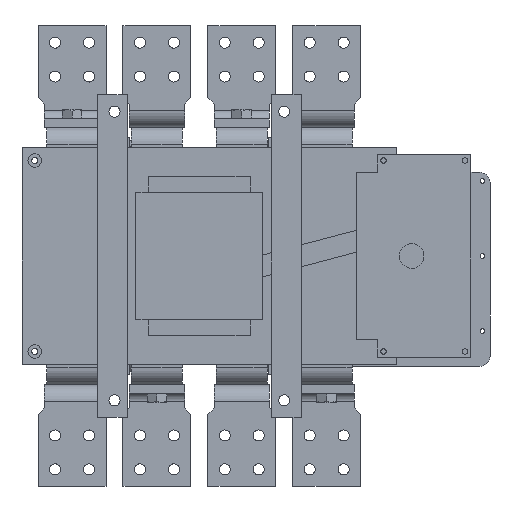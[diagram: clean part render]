
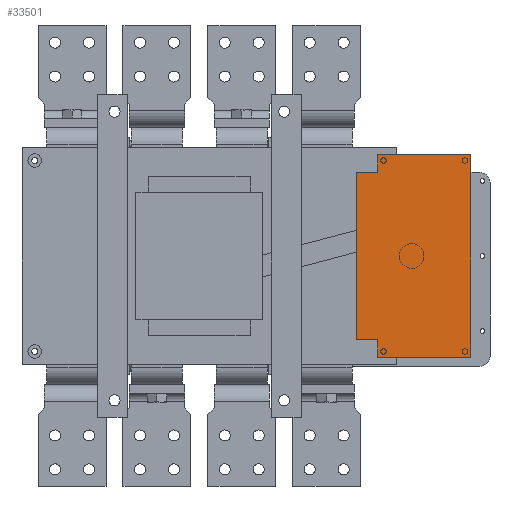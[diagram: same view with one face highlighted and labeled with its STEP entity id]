
A CAD part, front view. The second image highlights one B-rep face of the part: STEP entity #33501.
In plain terms, the highlighted planar face has unit normal (0, -1, 0).
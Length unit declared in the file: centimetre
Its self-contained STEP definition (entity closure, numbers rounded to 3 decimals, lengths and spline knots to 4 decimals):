
#5028=FACE_OUTER_BOUND('',#7593,.T.);
#7593=EDGE_LOOP('',(#29264,#29265,#29266,#29267,#29268,#29269,#29270,#29271));
#10372=LINE('',#54081,#13212);
#10376=LINE('',#54088,#13216);
#10379=LINE('',#54094,#13219);
#10382=LINE('',#54100,#13222);
#10385=LINE('',#54106,#13225);
#10388=LINE('',#54112,#13228);
#10391=LINE('',#54118,#13231);
#10393=LINE('',#54121,#13233);
#13212=VECTOR('',#44273,2.5);
#13216=VECTOR('',#44279,2.1);
#13219=VECTOR('',#44284,11.);
#13222=VECTOR('',#44289,23.9);
#13225=VECTOR('',#44294,11.);
#13228=VECTOR('',#44299,2.1);
#13231=VECTOR('',#44304,2.5);
#13233=VECTOR('',#44308,19.7);
#17409=VERTEX_POINT('',#54078);
#17410=VERTEX_POINT('',#54080);
#17412=VERTEX_POINT('',#54086);
#17414=VERTEX_POINT('',#54092);
#17416=VERTEX_POINT('',#54098);
#17418=VERTEX_POINT('',#54104);
#17420=VERTEX_POINT('',#54110);
#17422=VERTEX_POINT('',#54116);
#21476=EDGE_CURVE('',#17409,#17410,#10372,.T.);
#21480=EDGE_CURVE('',#17412,#17409,#10376,.T.);
#21483=EDGE_CURVE('',#17414,#17412,#10379,.T.);
#21486=EDGE_CURVE('',#17416,#17414,#10382,.T.);
#21489=EDGE_CURVE('',#17418,#17416,#10385,.T.);
#21492=EDGE_CURVE('',#17420,#17418,#10388,.T.);
#21495=EDGE_CURVE('',#17422,#17420,#10391,.T.);
#21497=EDGE_CURVE('',#17410,#17422,#10393,.T.);
#29264=ORIENTED_EDGE('',*,*,#21495,.F.);
#29265=ORIENTED_EDGE('',*,*,#21497,.F.);
#29266=ORIENTED_EDGE('',*,*,#21476,.F.);
#29267=ORIENTED_EDGE('',*,*,#21480,.F.);
#29268=ORIENTED_EDGE('',*,*,#21483,.F.);
#29269=ORIENTED_EDGE('',*,*,#21486,.F.);
#29270=ORIENTED_EDGE('',*,*,#21489,.F.);
#29271=ORIENTED_EDGE('',*,*,#21492,.F.);
#31737=PLANE('',#36354);
#33501=ADVANCED_FACE('',(#5028),#31737,.F.);
#36354=AXIS2_PLACEMENT_3D('',#54123,#44311,#44312);
#44273=DIRECTION('',(-1.,0.,0.));
#44279=DIRECTION('',(0.,0.,1.));
#44284=DIRECTION('',(-1.,0.,0.));
#44289=DIRECTION('',(0.,0.,-1.));
#44294=DIRECTION('',(1.,0.,0.));
#44299=DIRECTION('',(0.,0.,1.));
#44304=DIRECTION('',(1.,0.,0.));
#44308=DIRECTION('',(0.,0.,1.));
#44311=DIRECTION('center_axis',(0.,1.,0.));
#44312=DIRECTION('ref_axis',(0.,0.,1.));
#54078=CARTESIAN_POINT('',(41.9,-15.75,2.9));
#54080=CARTESIAN_POINT('',(39.4,-15.75,2.9));
#54081=CARTESIAN_POINT('',(41.9,-15.75,2.9));
#54086=CARTESIAN_POINT('',(41.9,-15.75,0.8));
#54088=CARTESIAN_POINT('',(41.9,-15.75,0.8));
#54092=CARTESIAN_POINT('',(52.9,-15.75,0.8));
#54094=CARTESIAN_POINT('',(52.9,-15.75,0.8));
#54098=CARTESIAN_POINT('',(52.9,-15.75,24.7));
#54100=CARTESIAN_POINT('',(52.9,-15.75,24.7));
#54104=CARTESIAN_POINT('',(41.9,-15.75,24.7));
#54106=CARTESIAN_POINT('',(41.9,-15.75,24.7));
#54110=CARTESIAN_POINT('',(41.9,-15.75,22.6));
#54112=CARTESIAN_POINT('',(41.9,-15.75,22.6));
#54116=CARTESIAN_POINT('',(39.4,-15.75,22.6));
#54118=CARTESIAN_POINT('',(39.4,-15.75,22.6));
#54121=CARTESIAN_POINT('',(39.4,-15.75,2.9));
#54123=CARTESIAN_POINT('Origin',(43.4973,-15.75,24.7));
